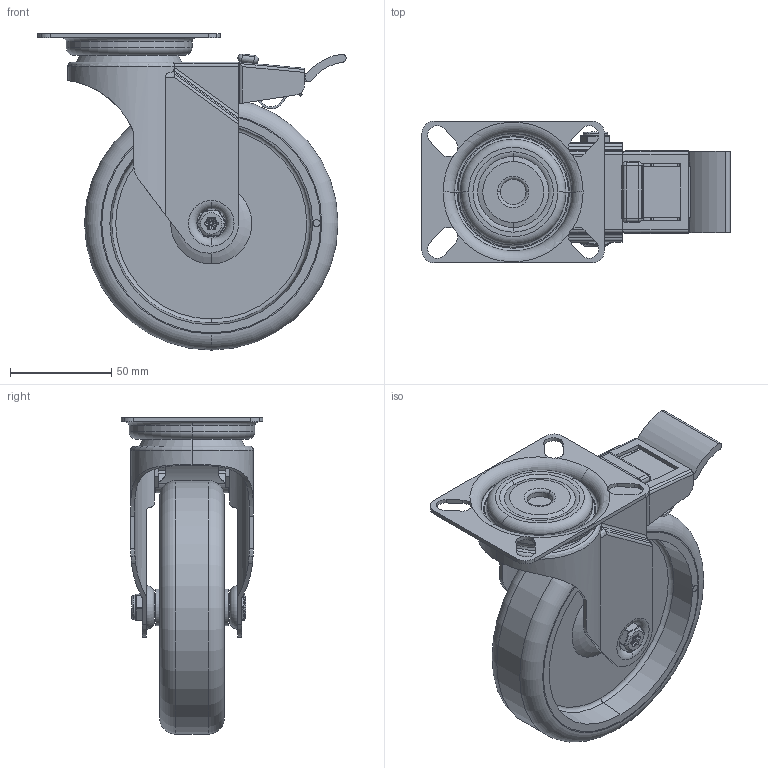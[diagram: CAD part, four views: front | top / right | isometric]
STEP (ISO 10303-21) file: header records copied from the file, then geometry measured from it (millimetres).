
FILE_DESCRIPTION(('STEP AP203'),'1');
FILE_NAME('BZM125GRECSWB.STEP','2023-05-19T10:48:57',(' '),(' '),'Spatial InterOp 3D',' ',' ');
FILE_SCHEMA(('CONFIG_CONTROL_DESIGN'));
Length unit declared in the file: metre
Products named in the file (20): BZM125ASSWB; ZINC PLATED PRESSED STEEL TOP PLATE; ZINC PLATED PRESSED STEEL FORKS; BLACK NYLON BRAKE PEDAL; ZINC PLATED PRESSED STEEL BRAKE; BRAKE PAD; BZM125GRECSWB; BZM125WGREC; 85 SHORE A ELECTRICALLY CONDUCTIVE RUBBER; NYLON RIM; NYLON RIM Geometry; SPOT; TUBEM10X37; ZINC PLATED AXLE TUBE; BOLTBZM8MM; ZINC PLATED AXLE BOLT; NYLOC NUT; NUT; RUBBER; NYLOCM8Z
Assembly tree (19 placements, depth 4):
  BZM125GRECSWB
    BZM125ASSWB
      ZINC PLATED PRESSED STEEL TOP PLATE
      ZINC PLATED PRESSED STEEL FORKS
      BLACK NYLON BRAKE PEDAL
      ZINC PLATED PRESSED STEEL BRAKE
      BRAKE PAD
    BZM125WGREC
      85 SHORE A ELECTRICALLY CONDUCTIVE RUBBER
      NYLON RIM
        NYLON RIM Geometry
        SPOT
    TUBEM10X37
      ZINC PLATED AXLE TUBE
    BOLTBZM8MM
      ZINC PLATED AXLE BOLT
    NYLOCM8Z
      NYLOC NUT
        NUT
        RUBBER
Bounding box: 152 x 70 x 156 mm (x, y, z)
Volume: 247980.1 mm3; surface area: 135612.1 mm2
Topology: 12 solids, 12 shells, 669 faces, 1712 edges, 1075 vertices
Faces by surface type: cylinder 295, plane 228, torus 78, sphere 36, bspline 18, cone 14
Entity records: 28634 total; most frequent: CARTESIAN_POINT 10980, DIRECTION 3746, ORIENTED_EDGE 3404, EDGE_CURVE 1702, AXIS2_PLACEMENT_3D 1485, VERTEX_POINT 1075, LINE 776, VECTOR 776
